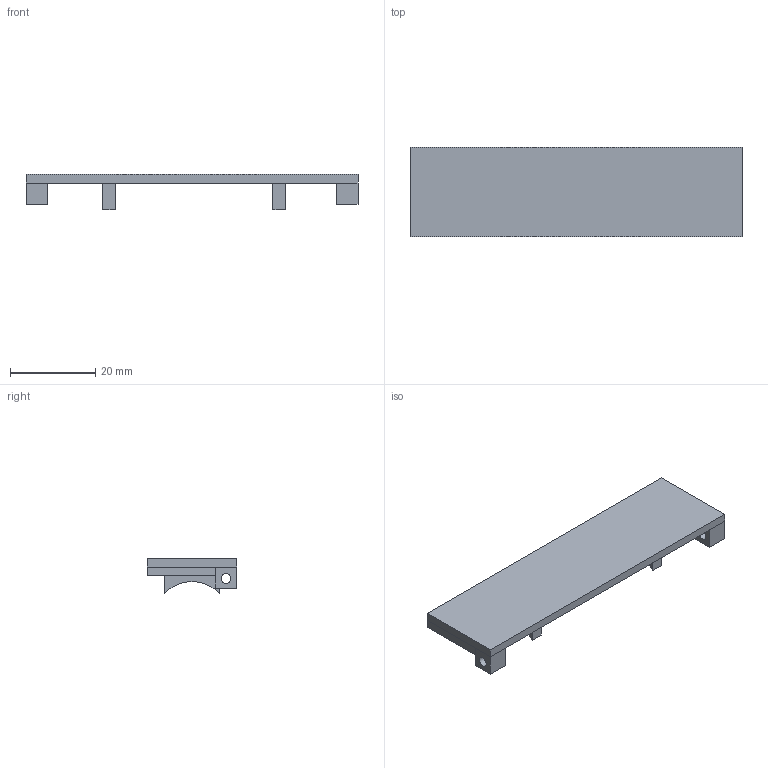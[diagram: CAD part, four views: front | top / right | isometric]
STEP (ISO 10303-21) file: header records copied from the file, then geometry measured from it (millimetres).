
FILE_DESCRIPTION(('FreeCAD Model'),'2;1');
FILE_NAME('Open CASCADE Shape Model','2024-09-09T23:11:18',(''),(''), 'Open CASCADE STEP processor 7.6','FreeCAD','Unknown');
FILE_SCHEMA(('AUTOMOTIVE_DESIGN { 1 0 10303 214 1 1 1 1 }'));
Length unit declared in the file: millimetre
Products named in the file (1): Pad004
Bounding box: 78 x 21 x 8.22 mm (x, y, z)
Volume: 4012.3 mm3; surface area: 4363.5 mm2
Topology: 1 solids, 1 shells, 36 faces, 86 edges, 54 vertices
Faces by surface type: plane 32, cylinder 4
Full cylindrical faces by diameter (mm): 2.3 x2
Entity records: 1048 total; most frequent: CARTESIAN_POINT 177, ORIENTED_EDGE 172, DIRECTION 168, EDGE_CURVE 86, LINE 78, VECTOR 78, VERTEX_POINT 54, AXIS2_PLACEMENT_3D 45
